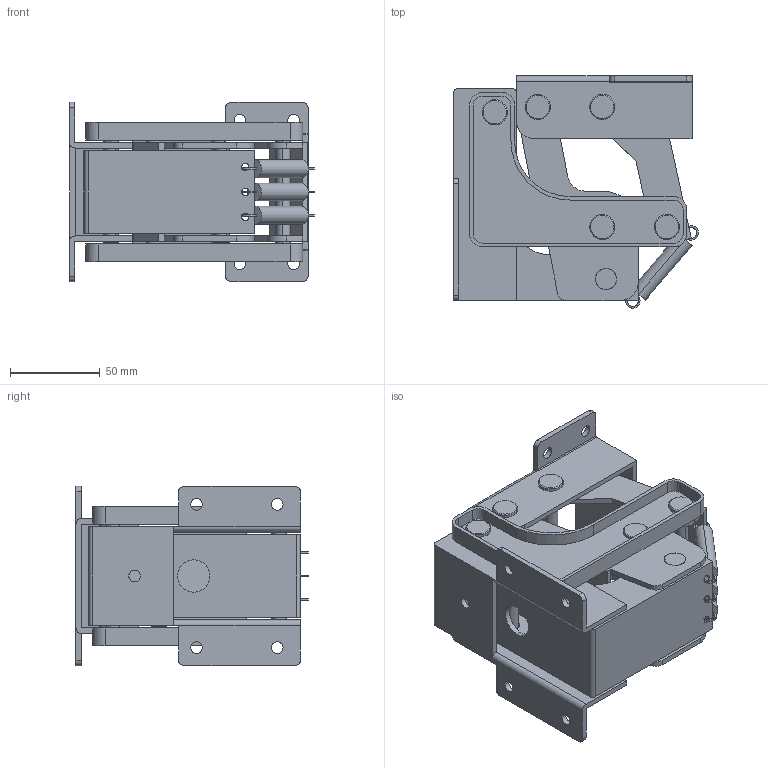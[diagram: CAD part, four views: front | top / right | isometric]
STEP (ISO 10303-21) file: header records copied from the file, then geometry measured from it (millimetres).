
FILE_DESCRIPTION (( 'STEP AP203' ), '1' );
FILE_NAME ('B-1865-1.STEP', '2009-12-25T03:57:46', ( ' ' ), ( ' ' ), 'SwSTEP 2.0', 'SolidWorks 2007', '' );
FILE_SCHEMA (( 'CONFIG_CONTROL_DESIGN' ));
Length unit declared in the file: millimetre
Products named in the file (11): B-1865-1-傾-儉D-L__棉太倌; B-1865-1-僽儔働僢僩A__棉太倌; B-1865-1; B-1865-1-傾乕儉C__棉太倌; B-1865-1-傾乕儉A__棉太倌; B-1865-1-傾乕儉D-R__棉太倌; B-1865-1-傾乕儉B__棉太倌; B-1865-1-僽儔働僢僩B__棉太倌; B-1865-1-幉A__棉太倌; B-1865-1-幉C__棉太倌; B-1865-1-僶僱__棉太倌
Assembly tree (17 placements, depth 2):
  B-1865-1
    B-1865-1-幉A__棉太倌  x5
    B-1865-1-僽儔働僢僩B__棉太倌
    B-1865-1-僽儔働僢僩A__棉太倌
    B-1865-1-傾乕儉B__棉太倌
    B-1865-1-幉C__棉太倌  x2
    B-1865-1-僶僱__棉太倌  x3
    B-1865-1-傾乕儉C__棉太倌
    B-1865-1-傾乕儉D-R__棉太倌
    B-1865-1-傾-儉D-L__棉太倌
    B-1865-1-傾乕儉A__棉太倌
Bounding box: 136.53 x 129.49 x 100 mm (x, y, z)
Volume: 258539 mm3; surface area: 185746.8 mm2
Topology: 17 solids, 17 shells, 411 faces, 1062 edges, 696 vertices
Faces by surface type: cylinder 214, plane 175, cone 22
Entity records: 12049 total; most frequent: DIRECTION 1950, CARTESIAN_POINT 1845, ORIENTED_EDGE 1784, EDGE_CURVE 892, AXIS2_PLACEMENT_3D 715, VERTEX_POINT 586, VECTOR 520, LINE 520
